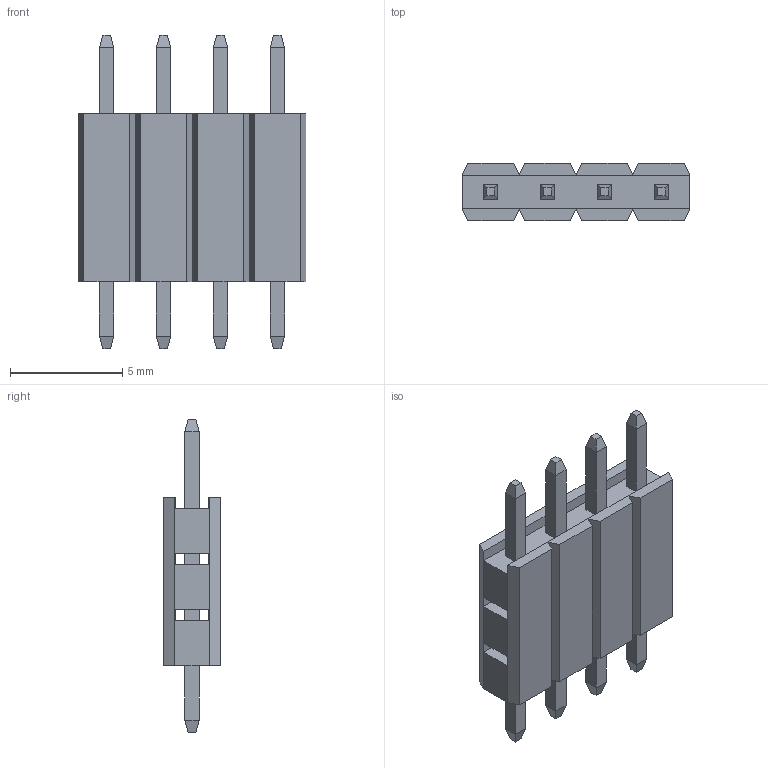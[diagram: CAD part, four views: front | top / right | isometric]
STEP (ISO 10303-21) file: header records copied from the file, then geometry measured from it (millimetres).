
FILE_DESCRIPTION (( 'STEP AP214' ), '1' );
FILE_NAME ('FPH25450-S04S1014070705B-REF.STEP', '2026-04-03T05:49:29', ( '' ), ( '' ), 'SwSTEP 2.0', 'SolidWorks 2021', '' );
FILE_SCHEMA (( 'AUTOMOTIVE_DESIGN' ));
Length unit declared in the file: millimetre
Products named in the file (1): FPH25450-S04S1014070705B-REF
Bounding box: 10.16 x 2.54 x 14 mm (x, y, z)
Volume: 175.6 mm3; surface area: 419.8 mm2
Topology: 1 solids, 1 shells, 144 faces, 370 edges, 236 vertices
Faces by surface type: plane 144
Entity records: 4312 total; most frequent: CARTESIAN_POINT 751, ORIENTED_EDGE 740, DIRECTION 660, VECTOR 370, EDGE_CURVE 370, LINE 370, VERTEX_POINT 236, EDGE_LOOP 172
